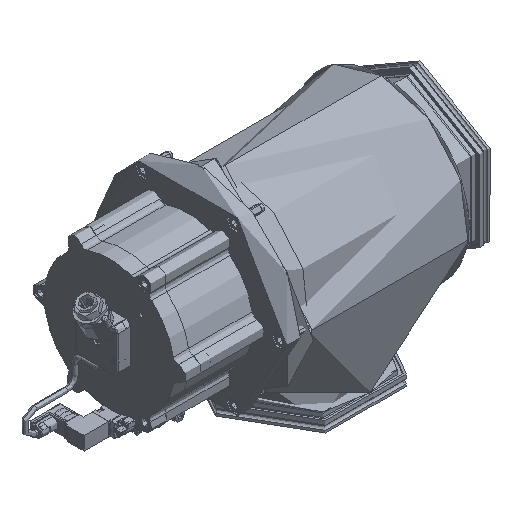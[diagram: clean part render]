
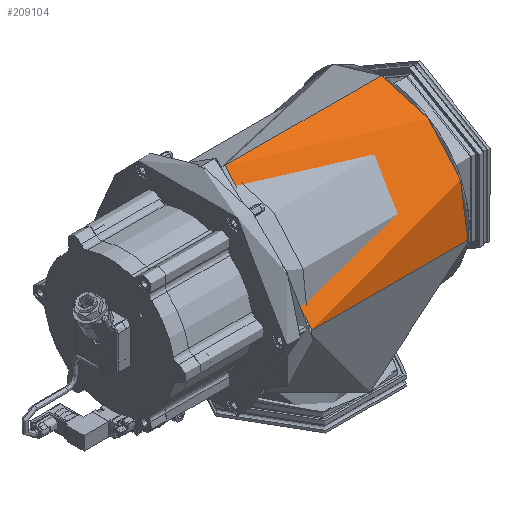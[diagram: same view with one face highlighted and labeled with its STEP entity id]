
A CAD part, isometric view. The second image highlights one B-rep face of the part: STEP entity #209104.
In plain terms, the highlighted cylindrical face has radius 97.5 mm (diameter 195 mm), a partial arc.
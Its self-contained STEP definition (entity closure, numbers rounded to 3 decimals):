
#6700 = DIRECTION ( 'NONE',  ( 0., 0., -1. ) ) ;
#12241 = CARTESIAN_POINT ( 'NONE',  ( 26.143, -13.733, 96.589 ) ) ;
#12663 = LINE ( 'NONE', #283143, #123002 ) ;
#13171 = CARTESIAN_POINT ( 'NONE',  ( 26.149, -52.174, 82.384 ) ) ;
#14117 = CARTESIAN_POINT ( 'NONE',  ( 26.153, -81.453, 53.699 ) ) ;
#14299 = ORIENTED_EDGE ( 'NONE', *, *, #87202, .T. ) ;
#15070 = CARTESIAN_POINT ( 'NONE',  ( 26.153, -96.796, 12.184 ) ) ;
#18852 = CARTESIAN_POINT ( 'NONE',  ( 201.7, 0., 0. ) ) ;
#21900 = B_SPLINE_CURVE_WITH_KNOTS ( 'NONE', 3,
 ( #99880, #232008, #144288, #12241, #166423, #34324, #188506, #56451, #210734, #78610, #232960, #100821, #255179, #123063, #277337, #145236, #13171, #167380, #35272, #189439, #57430, #211686, #79572, #233900, #101811, #256131, #124021, #278287, #146193, #14117, #168322, #36236, #190394, #58363, #212627, #80545, #234855, #102753, #257077, #124964, #279236, #147172, #15070, #169274, #37194, #191351, #59351, #213614, #81502, #235777 ),
 .UNSPECIFIED., .F., .F.,
 ( 4, 2, 2, 2, 2, 2, 2, 2, 2, 2, 2, 2, 2, 2, 2, 2, 2, 2, 2, 2, 2, 2, 2, 2, 4 ),
 ( 0., 0.01, 0.021, 0.026, 0.028, 0.031, 0.041, 0.051, 0.057, 0.062, 0.072, 0.082, 0.087, 0.09, 0.093, 0.103, 0.113, 0.123, 0.126, 0.129, 0.134, 0.144, 0.154, 0.159, 0.165 ),
 .UNSPECIFIED. ) ;
#24459 = VERTEX_POINT ( 'NONE', #194966 ) ;
#26464 = CIRCLE ( 'NONE', #211495, 97.5 ) ;
#26641 = AXIS2_PLACEMENT_3D ( 'NONE', #18852, #82418, #217395 ) ;
#27337 = CARTESIAN_POINT ( 'NONE',  ( 26.149, -96.645, -12.883 ) ) ;
#34041 = EDGE_LOOP ( 'NONE', ( #52336, #252499, #14299, #255297, #172203 ) ) ;
#34324 = CARTESIAN_POINT ( 'NONE',  ( 26.144, -22.155, 94.965 ) ) ;
#35272 = CARTESIAN_POINT ( 'NONE',  ( 26.149, -56.486, 79.489 ) ) ;
#36236 = CARTESIAN_POINT ( 'NONE',  ( 26.153, -86.651, 44.829 ) ) ;
#37194 = CARTESIAN_POINT ( 'NONE',  ( 26.152, -97.542, 1.942 ) ) ;
#52336 = ORIENTED_EDGE ( 'NONE', *, *, #167902, .T. ) ;
#56451 = CARTESIAN_POINT ( 'NONE',  ( 26.144, -26.326, 93.883 ) ) ;
#57430 = CARTESIAN_POINT ( 'NONE',  ( 26.151, -63.301, 74.236 ) ) ;
#58363 = CARTESIAN_POINT ( 'NONE',  ( 26.153, -90.88, 35.478 ) ) ;
#59351 = CARTESIAN_POINT ( 'NONE',  ( 26.15, -97.389, -4.97 ) ) ;
#61715 = CARTESIAN_POINT ( 'NONE',  ( 201.7, 0., 97.5 ) ) ;
#69703 = CARTESIAN_POINT ( 'NONE',  ( 26.149, -96.775, -11.872 ) ) ;
#75755 = EDGE_CURVE ( 'NONE', #228293, #24459, #128233, .T. ) ;
#78610 = CARTESIAN_POINT ( 'NONE',  ( 26.144, -28.815, 93.149 ) ) ;
#79572 = CARTESIAN_POINT ( 'NONE',  ( 26.152, -70.745, 67.18 ) ) ;
#80545 = CARTESIAN_POINT ( 'NONE',  ( 26.154, -93.36, 28.122 ) ) ;
#81502 = CARTESIAN_POINT ( 'NONE',  ( 26.149, -96.986, -10.151 ) ) ;
#82418 = DIRECTION ( 'NONE',  ( -1., 0., 0. ) ) ;
#87202 = EDGE_CURVE ( 'NONE', #24459, #191608, #21900, .T. ) ;
#99880 = CARTESIAN_POINT ( 'NONE',  ( 26.143, 0., 97.5 ) ) ;
#100821 = CARTESIAN_POINT ( 'NONE',  ( 26.145, -33.751, 91.537 ) ) ;
#101811 = CARTESIAN_POINT ( 'NONE',  ( 26.152, -75.257, 62.013 ) ) ;
#102753 = CARTESIAN_POINT ( 'NONE',  ( 26.154, -94.076, 25.626 ) ) ;
#105468 = FACE_OUTER_BOUND ( 'NONE', #34041, .T. ) ;
#106664 = DIRECTION ( 'NONE',  ( 1., 0., 0. ) ) ;
#121316 = VECTOR ( 'NONE', #216908, 1000. ) ;
#123002 = VECTOR ( 'NONE', #106664, 1000. ) ;
#123063 = CARTESIAN_POINT ( 'NONE',  ( 26.147, -43.21, 87.469 ) ) ;
#124021 = CARTESIAN_POINT ( 'NONE',  ( 26.152, -77.393, 59.307 ) ) ;
#124964 = CARTESIAN_POINT ( 'NONE',  ( 26.154, -94.934, 22.287 ) ) ;
#128233 = LINE ( 'NONE', #61715, #121316 ) ;
#136310 = CARTESIAN_POINT ( 'NONE',  ( 26.149, -96.733, -12.209 ) ) ;
#136401 = CYLINDRICAL_SURFACE ( 'NONE', #26641, 97.5 ) ;
#138713 = DIRECTION ( 'NONE',  ( -1., 0., 0. ) ) ;
#144288 = CARTESIAN_POINT ( 'NONE',  ( 26.143, -6.908, 97.316 ) ) ;
#145236 = CARTESIAN_POINT ( 'NONE',  ( 26.148, -50.71, 83.293 ) ) ;
#146193 = CARTESIAN_POINT ( 'NONE',  ( 26.152, -78.945, 57.225 ) ) ;
#147172 = CARTESIAN_POINT ( 'NONE',  ( 26.153, -96.31, 15.568 ) ) ;
#150422 = VERTEX_POINT ( 'NONE', #284831 ) ;
#156658 = EDGE_CURVE ( 'NONE', #163889, #150422, #12663, .T. ) ;
#159474 = CARTESIAN_POINT ( 'NONE',  ( 26.149, -96.69, -12.546 ) ) ;
#163889 = VERTEX_POINT ( 'NONE', #283793 ) ;
#166423 = CARTESIAN_POINT ( 'NONE',  ( 26.143, -17.118, 96.047 ) ) ;
#167380 = CARTESIAN_POINT ( 'NONE',  ( 26.149, -55.061, 80.483 ) ) ;
#167902 = EDGE_CURVE ( 'NONE', #150422, #228293, #26464, .T. ) ;
#168322 = CARTESIAN_POINT ( 'NONE',  ( 26.153, -83.293, 50.796 ) ) ;
#169274 = CARTESIAN_POINT ( 'NONE',  ( 26.152, -97.412, 5.371 ) ) ;
#172084 = CARTESIAN_POINT ( 'NONE',  ( 199.7, 0., 97.5 ) ) ;
#172203 = ORIENTED_EDGE ( 'NONE', *, *, #156658, .T. ) ;
#188506 = CARTESIAN_POINT ( 'NONE',  ( 26.144, -23.828, 94.559 ) ) ;
#189439 = CARTESIAN_POINT ( 'NONE',  ( 26.15, -60.652, 76.417 ) ) ;
#190394 = CARTESIAN_POINT ( 'NONE',  ( 26.153, -88.168, 41.765 ) ) ;
#190478 = B_SPLINE_CURVE_WITH_KNOTS ( 'NONE', 3,
 ( #69703, #136310, #159474, #27337 ),
 .UNSPECIFIED., .F., .F.,
 ( 4, 4 ),
 ( 0., 0.001 ),
 .UNSPECIFIED. ) ;
#191351 = CARTESIAN_POINT ( 'NONE',  ( 26.151, -97.462, -3.235 ) ) ;
#191608 = VERTEX_POINT ( 'NONE', #259222 ) ;
#194966 = CARTESIAN_POINT ( 'NONE',  ( 26.143, 0., 97.5 ) ) ;
#209104 = ADVANCED_FACE ( 'NONE', ( #105468 ), #136401, .T. ) ;
#210734 = CARTESIAN_POINT ( 'NONE',  ( 26.144, -27.156, 93.646 ) ) ;
#211495 = AXIS2_PLACEMENT_3D ( 'NONE', #270777, #138713, #6700 ) ;
#211686 = CARTESIAN_POINT ( 'NONE',  ( 26.151, -68.347, 69.618 ) ) ;
#212627 = CARTESIAN_POINT ( 'NONE',  ( 26.154, -92.075, 32.255 ) ) ;
#213614 = CARTESIAN_POINT ( 'NONE',  ( 26.149, -97.151, -8.427 ) ) ;
#216908 = DIRECTION ( 'NONE',  ( -1., 0., 0. ) ) ;
#217395 = DIRECTION ( 'NONE',  ( 0., 0., 1. ) ) ;
#228293 = VERTEX_POINT ( 'NONE', #172084 ) ;
#232008 = CARTESIAN_POINT ( 'NONE',  ( 26.143, -3.468, 97.5 ) ) ;
#232960 = CARTESIAN_POINT ( 'NONE',  ( 26.144, -29.643, 92.889 ) ) ;
#233865 = EDGE_CURVE ( 'NONE', #191608, #163889, #190478, .T. ) ;
#233900 = CARTESIAN_POINT ( 'NONE',  ( 26.152, -74.152, 63.329 ) ) ;
#234855 = CARTESIAN_POINT ( 'NONE',  ( 26.154, -93.607, 27.29 ) ) ;
#235777 = CARTESIAN_POINT ( 'NONE',  ( 26.149, -96.775, -11.872 ) ) ;
#252499 = ORIENTED_EDGE ( 'NONE', *, *, #75755, .T. ) ;
#255179 = CARTESIAN_POINT ( 'NONE',  ( 26.145, -36.957, 90.29 ) ) ;
#255297 = ORIENTED_EDGE ( 'NONE', *, *, #233865, .T. ) ;
#256131 = CARTESIAN_POINT ( 'NONE',  ( 26.152, -76.865, 59.99 ) ) ;
#257077 = CARTESIAN_POINT ( 'NONE',  ( 26.154, -94.299, 24.792 ) ) ;
#259222 = CARTESIAN_POINT ( 'NONE',  ( 26.149, -96.775, -11.872 ) ) ;
#270777 = CARTESIAN_POINT ( 'NONE',  ( 199.7, 0., 0. ) ) ;
#277337 = CARTESIAN_POINT ( 'NONE',  ( 26.147, -46.258, 85.897 ) ) ;
#278287 = CARTESIAN_POINT ( 'NONE',  ( 26.152, -78.433, 57.925 ) ) ;
#279236 = CARTESIAN_POINT ( 'NONE',  ( 26.154, -95.312, 20.612 ) ) ;
#283143 = CARTESIAN_POINT ( 'NONE',  ( 22.5, -96.645, -12.883 ) ) ;
#283793 = CARTESIAN_POINT ( 'NONE',  ( 26.149, -96.645, -12.883 ) ) ;
#284831 = CARTESIAN_POINT ( 'NONE',  ( 199.7, -96.645, -12.883 ) ) ;
